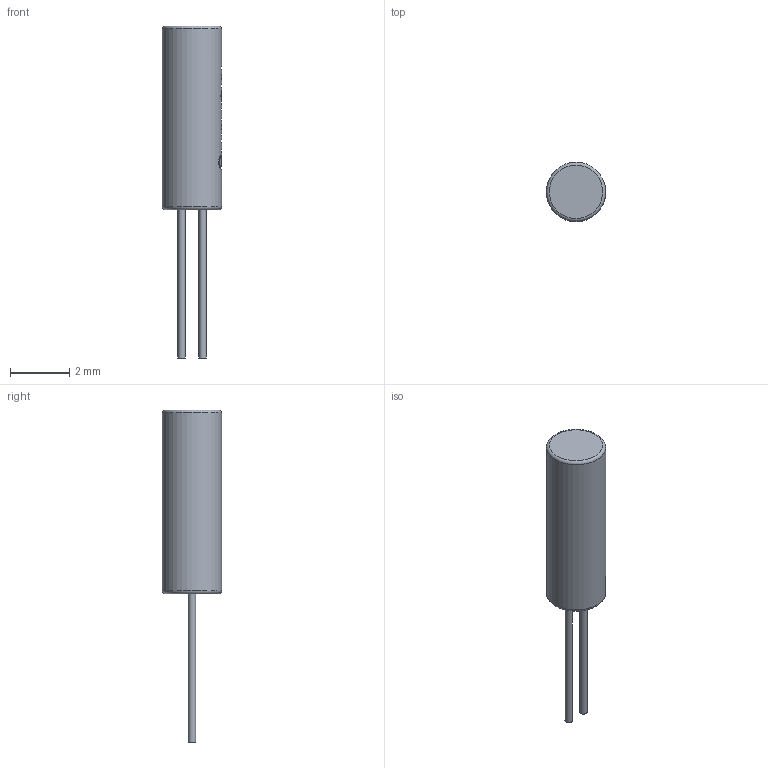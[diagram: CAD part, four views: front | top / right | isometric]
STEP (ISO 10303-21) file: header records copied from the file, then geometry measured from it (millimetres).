
FILE_DESCRIPTION(/* description */ ('Unknown'),/* implementation_level */ '2;1');
FILE_NAME(/* name */ 'Y_Wurth_WE-XTAL_Watch-WATCH_2x6',/* time_stamp */ '2025-09-04T10:49:26+08:00',/* author */ ('Unknown'),/* organization */ ('Unknown'),/* preprocessor_version */ 'ST-DEVELOPER v19.4',/* originating_system */ 'Solid Edge',/* authorisation */ 'Unknown');
FILE_SCHEMA (('AUTOMOTIVE_DESIGN {1 0 10303 214 3 1 1}'));
Length unit declared in the file: millimetre
Products named in the file (2): Y_Wurth_WE-XTAL_Watch-WATCH_2x6
Assembly tree (1 placements, depth 2):
  Y_Wurth_WE-XTAL_Watch-WATCH_2x6
    Y_Wurth_WE-XTAL_Watch-WATCH_2x6
Bounding box: 2 x 2 x 11.2 mm (x, y, z)
Surface area: 54.3 mm2 (no closed solid volume)
Topology: 0 solids, 1 shells, 86 faces, 239 edges, 159 vertices
Faces by surface type: plane 41, cylinder 22, bspline 21, torus 2
Full cylindrical faces by diameter (mm): 0.25 x2, 1.8 x1, 2 x1
Entity records: 3934 total; most frequent: CARTESIAN_POINT 1552, ORIENTED_EDGE 388, DIRECTION 297, EDGE_CURVE 194, VERTEX_POINT 133, AXIS2_PLACEMENT_3D 104, EDGE_LOOP 101, FACE_BOUND 101
